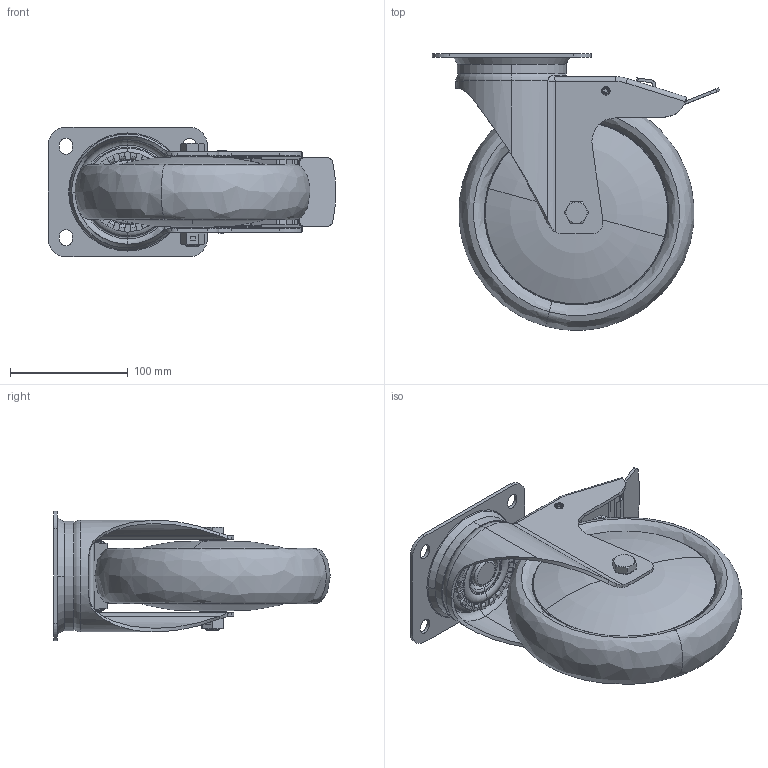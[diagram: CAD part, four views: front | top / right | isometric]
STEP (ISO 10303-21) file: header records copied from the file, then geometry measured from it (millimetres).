
FILE_DESCRIPTION (( 'STEP AP214' ), '1' );
FILE_NAME ('0056194.step', '2023-11-07T10:10:08', ( '' ), ( '' ), 'SwSTEP 2.0', 'SolidWorks 2020', '' );
FILE_SCHEMA (( 'AUTOMOTIVE_DESIGN' ));
Length unit declared in the file: millimetre
Products named in the file (1): 0056194
Bounding box: 244.14 x 235 x 110 mm (x, y, z)
Volume: 1043023.3 mm3; surface area: 432199.4 mm2
Topology: 24 solids, 24 shells, 1309 faces, 3217 edges, 1965 vertices
Faces by surface type: plane 477, cylinder 320, torus 279, cone 134, bspline 61, sphere 38
Entity records: 59553 total; most frequent: CARTESIAN_POINT 13887, DIRECTION 6867, ORIENTED_EDGE 6338, EDGE_CURVE 3169, AXIS2_PLACEMENT_3D 2775, VERTEX_POINT 1941, CIRCLE 1526, EDGE_LOOP 1394
